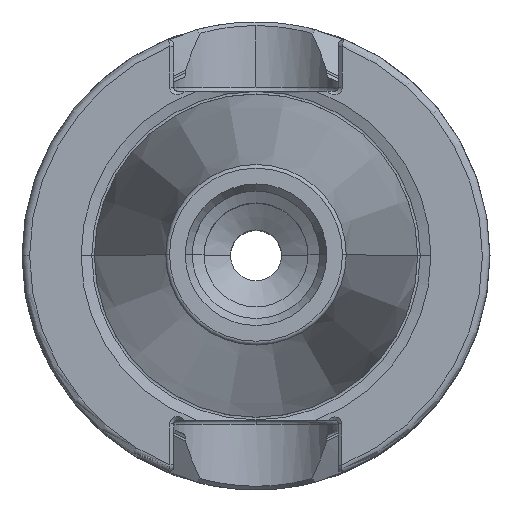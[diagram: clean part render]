
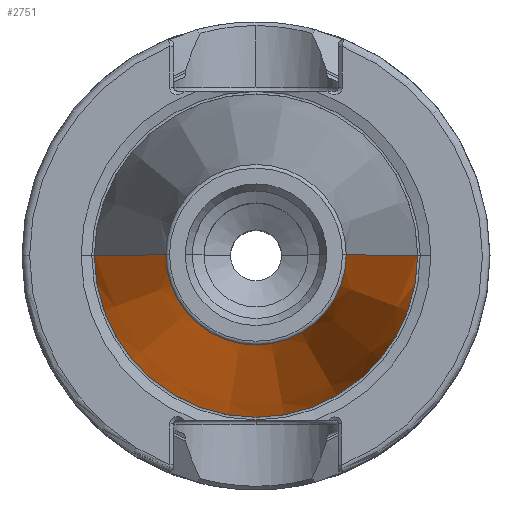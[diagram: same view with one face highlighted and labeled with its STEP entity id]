
A CAD part, top view. The second image highlights one B-rep face of the part: STEP entity #2751.
In plain terms, the highlighted conical face has half-angle 8.298 degrees and reference radius 8.816 mm.
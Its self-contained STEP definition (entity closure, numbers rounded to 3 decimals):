
#256 = CONICAL_SURFACE ( 'NONE', #3970, 8.816, 0.145 ) ;
#414 = CARTESIAN_POINT ( 'NONE',  ( 0., 0., 48.4 ) ) ;
#615 = ORIENTED_EDGE ( 'NONE', *, *, #2655, .T. ) ;
#695 = CIRCLE ( 'NONE', #5714, 8.863 ) ;
#847 = VECTOR ( 'NONE', #2172, 1000. ) ;
#1012 = CARTESIAN_POINT ( 'NONE',  ( 15.875, 0., 0. ) ) ;
#1061 = DIRECTION ( 'NONE',  ( 0., 0., -1. ) ) ;
#1121 = CIRCLE ( 'NONE', #3234, 15.875 ) ;
#1207 = VERTEX_POINT ( 'NONE', #1439 ) ;
#1239 = DIRECTION ( 'NONE',  ( -0.144, 0., -0.99 ) ) ;
#1439 = CARTESIAN_POINT ( 'NONE',  ( -8.863, 0., 48.079 ) ) ;
#1530 = VERTEX_POINT ( 'NONE', #5076 ) ;
#1667 = CARTESIAN_POINT ( 'NONE',  ( 8.816, 0., 48.4 ) ) ;
#2058 = LINE ( 'NONE', #4565, #3328 ) ;
#2082 = ORIENTED_EDGE ( 'NONE', *, *, #3698, .F. ) ;
#2091 = LINE ( 'NONE', #1667, #847 ) ;
#2172 = DIRECTION ( 'NONE',  ( 0.144, 0., -0.99 ) ) ;
#2438 = FACE_OUTER_BOUND ( 'NONE', #6083, .T. ) ;
#2655 = EDGE_CURVE ( 'NONE', #1207, #1530, #2058, .T. ) ;
#2696 = CARTESIAN_POINT ( 'NONE',  ( 0., 0., 48.079 ) ) ;
#2751 = ADVANCED_FACE ( 'NONE', ( #2438 ), #256, .T. ) ;
#2769 = DIRECTION ( 'NONE',  ( 0., 0., -1. ) ) ;
#2774 = VERTEX_POINT ( 'NONE', #3265 ) ;
#3129 = ORIENTED_EDGE ( 'NONE', *, *, #3492, .T. ) ;
#3162 = DIRECTION ( 'NONE',  ( 1., 0., 0. ) ) ;
#3234 = AXIS2_PLACEMENT_3D ( 'NONE', #3900, #1061, #4373 ) ;
#3265 = CARTESIAN_POINT ( 'NONE',  ( 8.863, 0., 48.079 ) ) ;
#3328 = VECTOR ( 'NONE', #1239, 1000. ) ;
#3406 = EDGE_CURVE ( 'NONE', #2774, #4507, #2091, .T. ) ;
#3492 = EDGE_CURVE ( 'NONE', #2774, #1207, #695, .T. ) ;
#3698 = EDGE_CURVE ( 'NONE', #4507, #1530, #1121, .T. ) ;
#3900 = CARTESIAN_POINT ( 'NONE',  ( 0., 0., 0. ) ) ;
#3970 = AXIS2_PLACEMENT_3D ( 'NONE', #414, #2769, #5649 ) ;
#3971 = ORIENTED_EDGE ( 'NONE', *, *, #3406, .F. ) ;
#4373 = DIRECTION ( 'NONE',  ( -1., 0., 0. ) ) ;
#4507 = VERTEX_POINT ( 'NONE', #1012 ) ;
#4565 = CARTESIAN_POINT ( 'NONE',  ( -8.816, 0., 48.4 ) ) ;
#5076 = CARTESIAN_POINT ( 'NONE',  ( -15.875, 0., 0. ) ) ;
#5649 = DIRECTION ( 'NONE',  ( -1., 0., 0. ) ) ;
#5714 = AXIS2_PLACEMENT_3D ( 'NONE', #2696, #6031, #3162 ) ;
#6031 = DIRECTION ( 'NONE',  ( 0., 0., -1. ) ) ;
#6083 = EDGE_LOOP ( 'NONE', ( #3971, #3129, #615, #2082 ) ) ;
